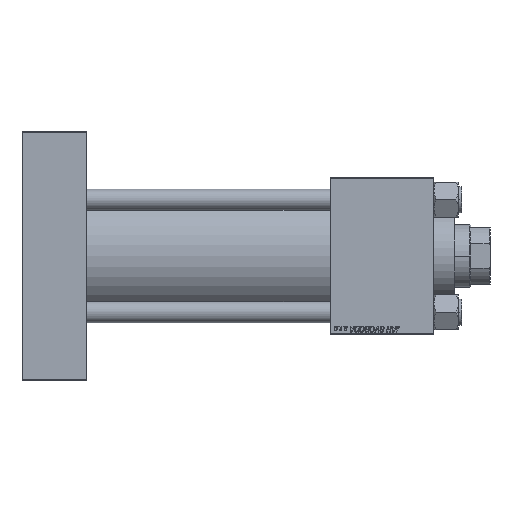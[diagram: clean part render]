
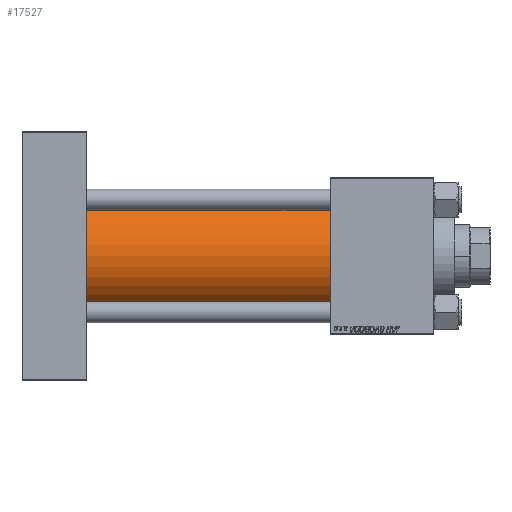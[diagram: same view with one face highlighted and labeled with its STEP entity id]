
A CAD part, front view. The second image highlights one B-rep face of the part: STEP entity #17527.
In plain terms, the highlighted cylindrical face has radius 34.5 mm (diameter 69 mm), a partial arc.
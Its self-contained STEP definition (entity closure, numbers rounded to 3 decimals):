
#2725 = CIRCLE ( 'NONE', #10817, 34.5 ) ;
#3017 = FACE_OUTER_BOUND ( 'NONE', #46458, .T. ) ;
#4400 = EDGE_CURVE ( 'NONE', #19207, #48545, #8735, .T. ) ;
#8735 = CIRCLE ( 'NONE', #11218, 34.5 ) ;
#8779 = CARTESIAN_POINT ( 'NONE',  ( 176., 0., 34.5 ) ) ;
#10705 = DIRECTION ( 'NONE',  ( 0., 0., 1. ) ) ;
#10817 = AXIS2_PLACEMENT_3D ( 'NONE', #19981, #35710, #19729 ) ;
#11218 = AXIS2_PLACEMENT_3D ( 'NONE', #33812, #15266, #10705 ) ;
#14600 = EDGE_CURVE ( 'NONE', #26432, #19207, #25280, .T. ) ;
#15266 = DIRECTION ( 'NONE',  ( 1., 0., 0. ) ) ;
#17527 = ADVANCED_FACE ( 'NONE', ( #3017 ), #49444, .T. ) ;
#17990 = CARTESIAN_POINT ( 'NONE',  ( 176., 0., 34.5 ) ) ;
#18973 = DIRECTION ( 'NONE',  ( -1., 0., 0. ) ) ;
#19207 = VERTEX_POINT ( 'NONE', #22148 ) ;
#19729 = DIRECTION ( 'NONE',  ( 0., 0., -1. ) ) ;
#19981 = CARTESIAN_POINT ( 'NONE',  ( 176., 0., 0. ) ) ;
#20452 = CARTESIAN_POINT ( 'NONE',  ( 37., 0., -34.5 ) ) ;
#21209 = DIRECTION ( 'NONE',  ( -1., 0., 0. ) ) ;
#22148 = CARTESIAN_POINT ( 'NONE',  ( 37., 0., 34.5 ) ) ;
#22802 = VERTEX_POINT ( 'NONE', #48983 ) ;
#25280 = LINE ( 'NONE', #8779, #45457 ) ;
#25462 = ORIENTED_EDGE ( 'NONE', *, *, #4400, .T. ) ;
#26432 = VERTEX_POINT ( 'NONE', #17990 ) ;
#27123 = CARTESIAN_POINT ( 'NONE',  ( 176., 0., 0. ) ) ;
#27280 = VECTOR ( 'NONE', #18973, 1000. ) ;
#29939 = DIRECTION ( 'NONE',  ( 0., 0., 1. ) ) ;
#30591 = EDGE_CURVE ( 'NONE', #26432, #22802, #2725, .T. ) ;
#33812 = CARTESIAN_POINT ( 'NONE',  ( 37., 0., 0. ) ) ;
#34102 = ORIENTED_EDGE ( 'NONE', *, *, #30591, .F. ) ;
#34197 = CARTESIAN_POINT ( 'NONE',  ( 176., 0., -34.5 ) ) ;
#35710 = DIRECTION ( 'NONE',  ( 1., 0., 0. ) ) ;
#37227 = ORIENTED_EDGE ( 'NONE', *, *, #41614, .F. ) ;
#41614 = EDGE_CURVE ( 'NONE', #22802, #48545, #42560, .T. ) ;
#42499 = ORIENTED_EDGE ( 'NONE', *, *, #14600, .T. ) ;
#42560 = LINE ( 'NONE', #34197, #27280 ) ;
#42582 = DIRECTION ( 'NONE',  ( -1., 0., 0. ) ) ;
#45457 = VECTOR ( 'NONE', #21209, 1000. ) ;
#46458 = EDGE_LOOP ( 'NONE', ( #37227, #34102, #42499, #25462 ) ) ;
#48545 = VERTEX_POINT ( 'NONE', #20452 ) ;
#48832 = AXIS2_PLACEMENT_3D ( 'NONE', #27123, #42582, #29939 ) ;
#48983 = CARTESIAN_POINT ( 'NONE',  ( 176., 0., -34.5 ) ) ;
#49444 = CYLINDRICAL_SURFACE ( 'NONE', #48832, 34.5 ) ;
